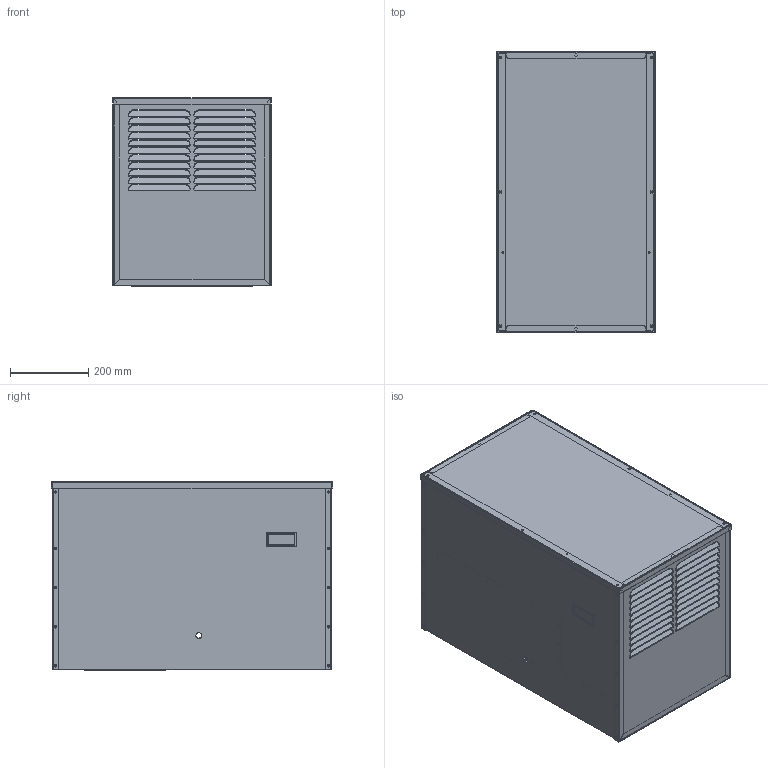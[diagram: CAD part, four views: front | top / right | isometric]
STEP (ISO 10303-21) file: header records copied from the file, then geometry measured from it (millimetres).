
FILE_DESCRIPTION(('STEP AP203'), '1');
FILE_NAME('T3000-MONTAJ', '', ('UNSPECIFIED'), ('UNSPECIFIED'), 'C3D Converter', 'C3D Toolkit', '');
FILE_SCHEMA(('CONFIG_CONTROL_DESIGN'));
Length unit declared in the file: millimetre
Products named in the file (9): T3000; Крышка нижняя; Стенка боковая 02; Деталь-3; Деталь-2; Деталь-1; Стенка боковая 01; Крышка верхняя; Контроллер
Assembly tree (9 placements, depth 2):
  T3000
    Крышка нижняя
    Стенка боковая 02  x2
    Деталь-3
    Деталь-2
    Деталь-1
    Стенка боковая 01
    Крышка верхняя
    Контроллер
Bounding box: 406.77 x 721.25 x 482.67 mm (x, y, z)
Volume: 2573080.7 mm3; surface area: 5185217.5 mm2
Topology: 9 solids, 9 shells, 2017 faces, 5297 edges, 3302 vertices
Faces by surface type: plane 905, cylinder 894, bspline 218
Full cylindrical faces by diameter (mm): 3 x2, 3.5 x4, 4.3 x116, 4.5 x24, 8 x6, 10 x2, 15 x2, 17 x4, 18.282 x2
Entity records: 67090 total; most frequent: CARTESIAN_POINT 15111, ORIENTED_EDGE 8074, DIRECTION 7524, EDGE_CURVE 4037, VERTEX_POINT 2630, AXIS2_PLACEMENT_3D 2591, LINE 2342, VECTOR 2342
